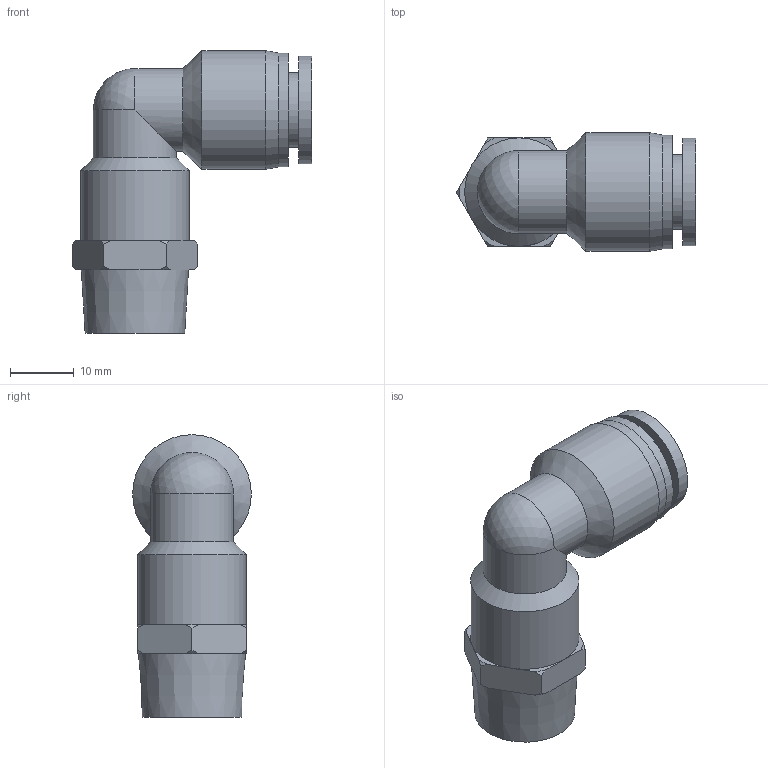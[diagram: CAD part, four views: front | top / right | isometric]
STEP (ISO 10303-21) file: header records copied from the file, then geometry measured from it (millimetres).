
FILE_DESCRIPTION(/* description */ (''),/* implementation_level */ '2;1');
FILE_NAME(/* name */ 'PL10-3-8PT.stp',/* time_stamp */ '2025-06-13T15:48:50-04:00',/* author */ ('esanner'),/* organization */ (''),/* preprocessor_version */ 'ST-DEVELOPER v19',/* originating_system */ 'AutoCAD Mechanical',/* authorisation */ '');
FILE_SCHEMA (('AUTOMOTIVE_DESIGN { 1 0 10303 214 3 1 1 }'));
Length unit declared in the file: millimetre
Products named in the file (1): Product
Bounding box: 37.52 x 18.6 x 44.3 mm (x, y, z)
Volume: 9470.6 mm3; surface area: 5194.3 mm2
Topology: 1 solids, 1 shells, 45 faces, 106 edges, 68 vertices
Faces by surface type: plane 19, cone 16, cylinder 9, sphere 1
Full cylindrical faces by diameter (mm): 10.1 x1, 11.7 x1, 11.8 x1, 13 x2, 16.8 x1, 17 x1, 17.8 x1, 18.6 x1
Entity records: 1300 total; most frequent: CARTESIAN_POINT 268, DIRECTION 219, ORIENTED_EDGE 212, EDGE_CURVE 106, AXIS2_PLACEMENT_3D 91, VERTEX_POINT 68, EDGE_LOOP 50, FACE_OUTER_BOUND 45
